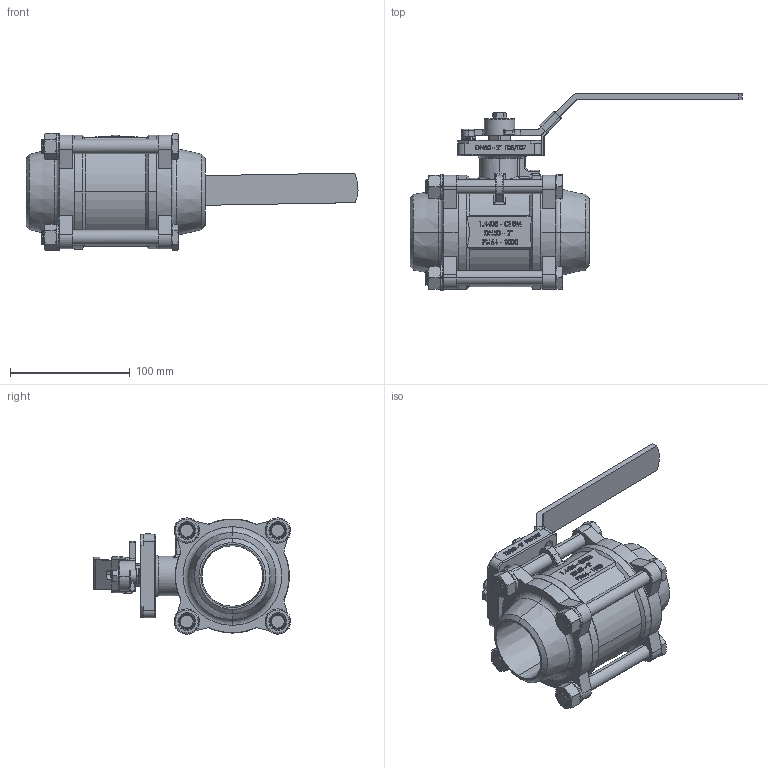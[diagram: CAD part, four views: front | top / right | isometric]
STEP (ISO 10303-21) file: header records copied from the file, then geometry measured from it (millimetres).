
FILE_DESCRIPTION (( 'STEP AP203' ), '1' );
FILE_NAME ('²Õ¦X¥óH(¹ï²k).STEP', '2018-12-17T08:24:48', ( '' ), ( '' ), 'SwSTEP 2.0', 'SolidWorks 2014', '' );
FILE_SCHEMA (( 'CONFIG_CONTROL_DESIGN' ));
Length unit declared in the file: millimetre
Products named in the file (23): G-25G3060; T-34G08G0; E-34G0461; M-25G2140(掛鎖); T-34G08T0; F-25H03X1; M-25G2140; G-34G2540; T-35H05C1; G-B1DA540; T-34G07G0; T-35H06C1; G-B3DA540; G-34G2740; T-34G07C0; G-10B2640; G-34H1840; D-34H66X0(DIN3239 加長對焊); G-10G1940; 組合件H(對焊); G-34G1150; G-10G2640; C-34H016-S00
Assembly tree (44 placements, depth 2):
  組合件H(對焊)
    C-34H016-S00
    E-34G0461
    F-25H03X1
    T-35H05C1  x2
    T-35H06C1  x2
    T-34G07C0
    G-34H1840  x4
    G-10G1940  x4
    G-10G2640  x4
    T-34G08G0
    T-34G08T0  x4
    G-34G2540  x5
    T-34G07G0  x2
    G-34G2740
    G-34G1150  x2
    G-25G3060
    M-25G2140(掛鎖)
    M-25G2140
    G-B1DA540
    G-B3DA540
    G-10B2640  x2
    D-34H66X0(DIN3239 加長對焊)  x2
Bounding box: 277.83 x 164.72 x 98.09 mm (x, y, z)
Volume: 674758.3 mm3; surface area: 241147.9 mm2
Topology: 44 solids, 44 shells, 1783 faces, 4514 edges, 2838 vertices
Faces by surface type: cylinder 654, plane 586, bspline 253, cone 160, torus 89, sphere 41
Entity records: 63328 total; most frequent: CARTESIAN_POINT 32858, ORIENTED_EDGE 6252, DIRECTION 4888, EDGE_CURVE 3126, VERTEX_POINT 2020, AXIS2_PLACEMENT_3D 1662, VECTOR 1564, LINE 1564
